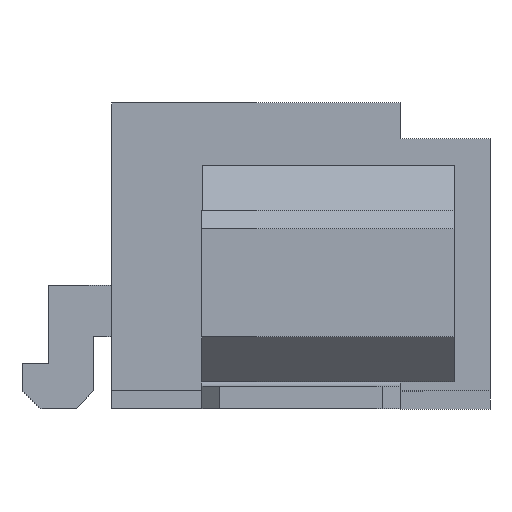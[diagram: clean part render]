
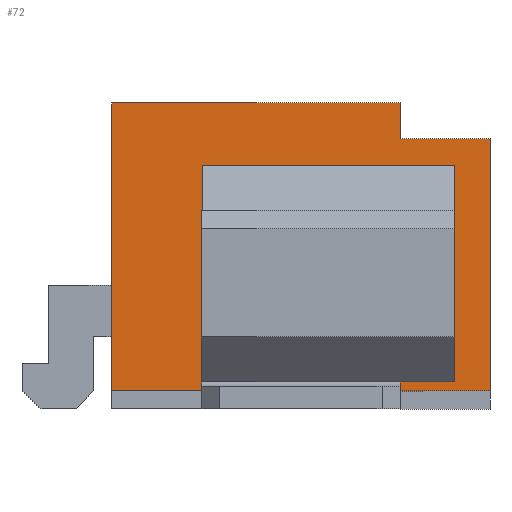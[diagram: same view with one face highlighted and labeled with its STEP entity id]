
A CAD part, left-side view. The second image highlights one B-rep face of the part: STEP entity #72.
In plain terms, the highlighted planar face has unit normal (-1, 0, 0).
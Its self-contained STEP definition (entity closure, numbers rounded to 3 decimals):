
#58=FACE_BOUND('',#453,.T.);
#59=FACE_BOUND('',#454,.T.);
#72=ADVANCED_FACE('',(#58,#59),#203,.F.);
#203=PLANE('',#2614);
#453=EDGE_LOOP('',(#642,#643,#644,#645,#646,#647));
#454=EDGE_LOOP('',(#648,#649,#650,#651));
#642=ORIENTED_EDGE('',*,*,#1605,.F.);
#643=ORIENTED_EDGE('',*,*,#1606,.T.);
#644=ORIENTED_EDGE('',*,*,#1607,.F.);
#645=ORIENTED_EDGE('',*,*,#1608,.F.);
#646=ORIENTED_EDGE('',*,*,#1576,.F.);
#647=ORIENTED_EDGE('',*,*,#1609,.F.);
#648=ORIENTED_EDGE('',*,*,#1610,.F.);
#649=ORIENTED_EDGE('',*,*,#1611,.F.);
#650=ORIENTED_EDGE('',*,*,#1612,.T.);
#651=ORIENTED_EDGE('',*,*,#1613,.T.);
#1335=VERTEX_POINT('',#3449);
#1336=VERTEX_POINT('',#3451);
#1362=VERTEX_POINT('',#3509);
#1363=VERTEX_POINT('',#3510);
#1364=VERTEX_POINT('',#3512);
#1365=VERTEX_POINT('',#3514);
#1366=VERTEX_POINT('',#3518);
#1367=VERTEX_POINT('',#3519);
#1368=VERTEX_POINT('',#3521);
#1369=VERTEX_POINT('',#3523);
#1576=EDGE_CURVE('',#1335,#1336,#1939,.T.);
#1605=EDGE_CURVE('',#1362,#1363,#1968,.T.);
#1606=EDGE_CURVE('',#1362,#1364,#1969,.T.);
#1607=EDGE_CURVE('',#1365,#1364,#1970,.T.);
#1608=EDGE_CURVE('',#1336,#1365,#1971,.T.);
#1609=EDGE_CURVE('',#1363,#1335,#1972,.T.);
#1610=EDGE_CURVE('',#1366,#1367,#1973,.T.);
#1611=EDGE_CURVE('',#1368,#1366,#1974,.T.);
#1612=EDGE_CURVE('',#1368,#1369,#1975,.T.);
#1613=EDGE_CURVE('',#1369,#1367,#1976,.T.);
#1939=LINE('',#3450,#2286);
#1968=LINE('',#3508,#2315);
#1969=LINE('',#3511,#2316);
#1970=LINE('',#3513,#2317);
#1971=LINE('',#3515,#2318);
#1972=LINE('',#3516,#2319);
#1973=LINE('',#3517,#2320);
#1974=LINE('',#3520,#2321);
#1975=LINE('',#3522,#2322);
#1976=LINE('',#3524,#2323);
#2286=VECTOR('',#2785,1.);
#2315=VECTOR('',#2820,1.);
#2316=VECTOR('',#2821,1.);
#2317=VECTOR('',#2822,1.);
#2318=VECTOR('',#2823,1.);
#2319=VECTOR('',#2824,1.);
#2320=VECTOR('',#2825,1.);
#2321=VECTOR('',#2826,1.);
#2322=VECTOR('',#2827,1.);
#2323=VECTOR('',#2828,1.);
#2614=AXIS2_PLACEMENT_3D('',#3525,#2829,#2830);
#2785=DIRECTION('',(0.,1.,0.));
#2820=DIRECTION('',(0.,-1.,0.));
#2821=DIRECTION('',(0.,0.,1.));
#2822=DIRECTION('',(0.,-1.,0.));
#2823=DIRECTION('',(0.,0.,1.));
#2824=DIRECTION('',(0.,0.,-1.));
#2825=DIRECTION('',(0.,0.,-1.));
#2826=DIRECTION('',(0.,1.,0.));
#2827=DIRECTION('',(0.,0.,-1.));
#2828=DIRECTION('',(0.,1.,0.));
#2829=DIRECTION('',(1.,0.,0.));
#2830=DIRECTION('',(0.,0.,-1.));
#3449=CARTESIAN_POINT('',(-2.125,1.,0.));
#3450=CARTESIAN_POINT('',(-2.125,1.,0.));
#3451=CARTESIAN_POINT('',(-2.125,5.2,0.));
#3508=CARTESIAN_POINT('',(-2.125,2.,2.8));
#3509=CARTESIAN_POINT('',(-2.125,2.,2.8));
#3510=CARTESIAN_POINT('',(-2.125,1.,2.8));
#3511=CARTESIAN_POINT('',(-2.125,2.,2.8));
#3512=CARTESIAN_POINT('',(-2.125,2.,3.2));
#3513=CARTESIAN_POINT('',(-2.125,5.2,3.2));
#3514=CARTESIAN_POINT('',(-2.125,5.2,3.2));
#3515=CARTESIAN_POINT('',(-2.125,5.2,0.));
#3516=CARTESIAN_POINT('',(-2.125,1.,3.2));
#3517=CARTESIAN_POINT('',(-2.125,4.2,2.5));
#3518=CARTESIAN_POINT('',(-2.125,4.2,2.5));
#3519=CARTESIAN_POINT('',(-2.125,4.2,0.1));
#3520=CARTESIAN_POINT('',(-2.125,1.4,2.5));
#3521=CARTESIAN_POINT('',(-2.125,1.4,2.5));
#3522=CARTESIAN_POINT('',(-2.125,1.4,2.5));
#3523=CARTESIAN_POINT('',(-2.125,1.4,0.1));
#3524=CARTESIAN_POINT('',(-2.125,1.4,0.1));
#3525=CARTESIAN_POINT('',(-2.125,0.,0.));
